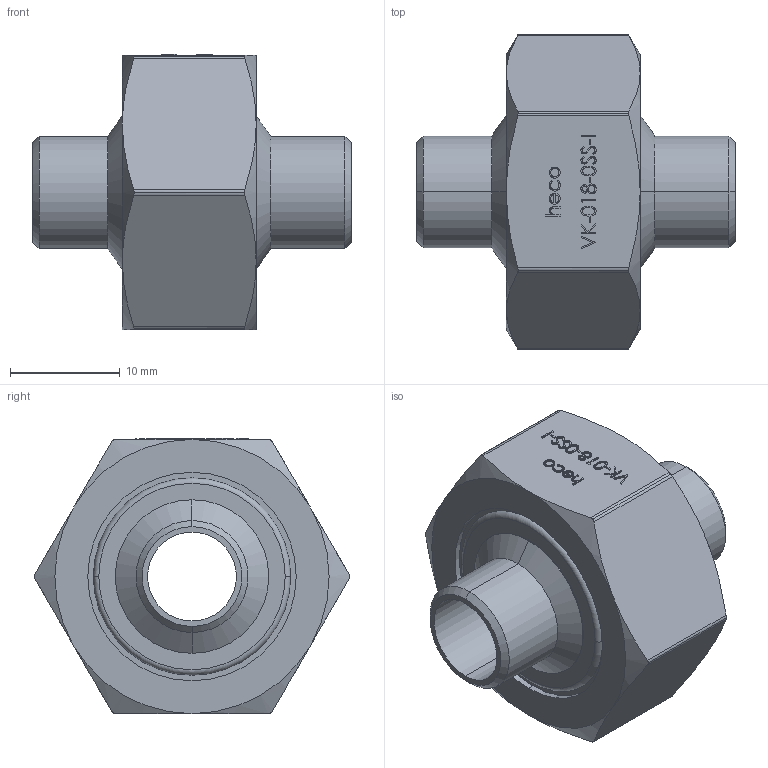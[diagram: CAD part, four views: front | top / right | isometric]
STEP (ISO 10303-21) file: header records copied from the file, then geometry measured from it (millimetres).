
FILE_DESCRIPTION (( 'STEP AP214' ), '1' );
FILE_NAME ('heco_VK-018-0SS-I.STEP', '2016-09-26T08:20:15', ( '' ), ( '' ), 'SwSTEP 2.0', 'SolidWorks 2016', '' );
FILE_SCHEMA (( 'AUTOMOTIVE_DESIGN' ));
Length unit declared in the file: millimetre
Products named in the file (1): heco_VK-018-0SS-I
Bounding box: 29 x 28.71 x 25.1 mm (x, y, z)
Volume: 6154.8 mm3; surface area: 3367.7 mm2
Topology: 1 solids, 1 shells, 248 faces, 625 edges, 406 vertices
Faces by surface type: bspline 100, plane 92, cone 28, cylinder 26, torus 2
Entity records: 14600 total; most frequent: CARTESIAN_POINT 7468, ORIENTED_EDGE 1250, DIRECTION 733, EDGE_CURVE 625, VERTEX_POINT 406, LINE 319, VECTOR 319, EDGE_LOOP 277
